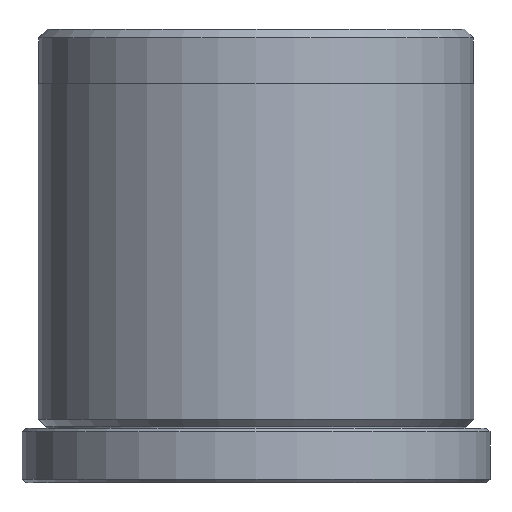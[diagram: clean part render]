
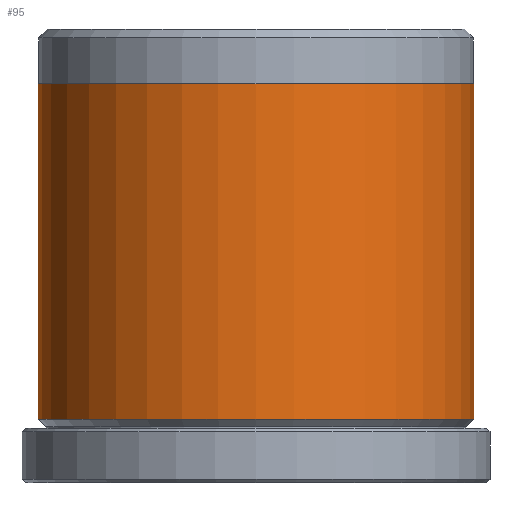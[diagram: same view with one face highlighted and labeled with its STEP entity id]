
A CAD part, front view. The second image highlights one B-rep face of the part: STEP entity #95.
In plain terms, the highlighted cylindrical face has radius 12 mm (diameter 24 mm), a partial arc.
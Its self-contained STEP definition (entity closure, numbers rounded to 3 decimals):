
#5 = CARTESIAN_POINT ( 'NONE',  ( 0., 0., 25. ) ) ;
#95 = ADVANCED_FACE ( 'NONE', ( #882 ), #173, .T. ) ;
#167 = VERTEX_POINT ( 'NONE', #1056 ) ;
#173 = CYLINDRICAL_SURFACE ( 'NONE', #667, 12. ) ;
#203 = DIRECTION ( 'NONE',  ( 0., 0., -1. ) ) ;
#260 = AXIS2_PLACEMENT_3D ( 'NONE', #1314, #2564, #2103 ) ;
#343 = CARTESIAN_POINT ( 'NONE',  ( 12., 0., 22. ) ) ;
#597 = CIRCLE ( 'NONE', #874, 12. ) ;
#667 = AXIS2_PLACEMENT_3D ( 'NONE', #5, #203, #871 ) ;
#803 = CARTESIAN_POINT ( 'NONE',  ( 12., 0., 3.5 ) ) ;
#822 = ORIENTED_EDGE ( 'NONE', *, *, #1466, .T. ) ;
#828 = CARTESIAN_POINT ( 'NONE',  ( 0., 0., 3.5 ) ) ;
#843 = CARTESIAN_POINT ( 'NONE',  ( 12., 0., 25. ) ) ;
#871 = DIRECTION ( 'NONE',  ( -1., 0., 0. ) ) ;
#874 = AXIS2_PLACEMENT_3D ( 'NONE', #828, #2276, #1032 ) ;
#882 = FACE_OUTER_BOUND ( 'NONE', #1033, .T. ) ;
#953 = EDGE_CURVE ( 'NONE', #1853, #2668, #1238, .T. ) ;
#1001 = ORIENTED_EDGE ( 'NONE', *, *, #2476, .T. ) ;
#1032 = DIRECTION ( 'NONE',  ( -1., 0., 0. ) ) ;
#1033 = EDGE_LOOP ( 'NONE', ( #1214, #822, #1001, #1296 ) ) ;
#1056 = CARTESIAN_POINT ( 'NONE',  ( -12., 0., 3.5 ) ) ;
#1111 = VECTOR ( 'NONE', #2068, 1000. ) ;
#1214 = ORIENTED_EDGE ( 'NONE', *, *, #953, .F. ) ;
#1238 = LINE ( 'NONE', #843, #1802 ) ;
#1242 = CARTESIAN_POINT ( 'NONE',  ( -12., 0., 25. ) ) ;
#1296 = ORIENTED_EDGE ( 'NONE', *, *, #2437, .F. ) ;
#1314 = CARTESIAN_POINT ( 'NONE',  ( 0., 0., 22. ) ) ;
#1466 = EDGE_CURVE ( 'NONE', #1853, #1492, #1620, .T. ) ;
#1492 = VERTEX_POINT ( 'NONE', #1550 ) ;
#1550 = CARTESIAN_POINT ( 'NONE',  ( -12., 0., 22. ) ) ;
#1620 = CIRCLE ( 'NONE', #260, 12. ) ;
#1802 = VECTOR ( 'NONE', #1857, 1000. ) ;
#1853 = VERTEX_POINT ( 'NONE', #343 ) ;
#1857 = DIRECTION ( 'NONE',  ( 0., 0., -1. ) ) ;
#2068 = DIRECTION ( 'NONE',  ( 0., 0., -1. ) ) ;
#2103 = DIRECTION ( 'NONE',  ( -1., 0., 0. ) ) ;
#2208 = LINE ( 'NONE', #1242, #1111 ) ;
#2276 = DIRECTION ( 'NONE',  ( 0., 0., -1. ) ) ;
#2437 = EDGE_CURVE ( 'NONE', #2668, #167, #597, .T. ) ;
#2476 = EDGE_CURVE ( 'NONE', #1492, #167, #2208, .T. ) ;
#2564 = DIRECTION ( 'NONE',  ( 0., 0., -1. ) ) ;
#2668 = VERTEX_POINT ( 'NONE', #803 ) ;
